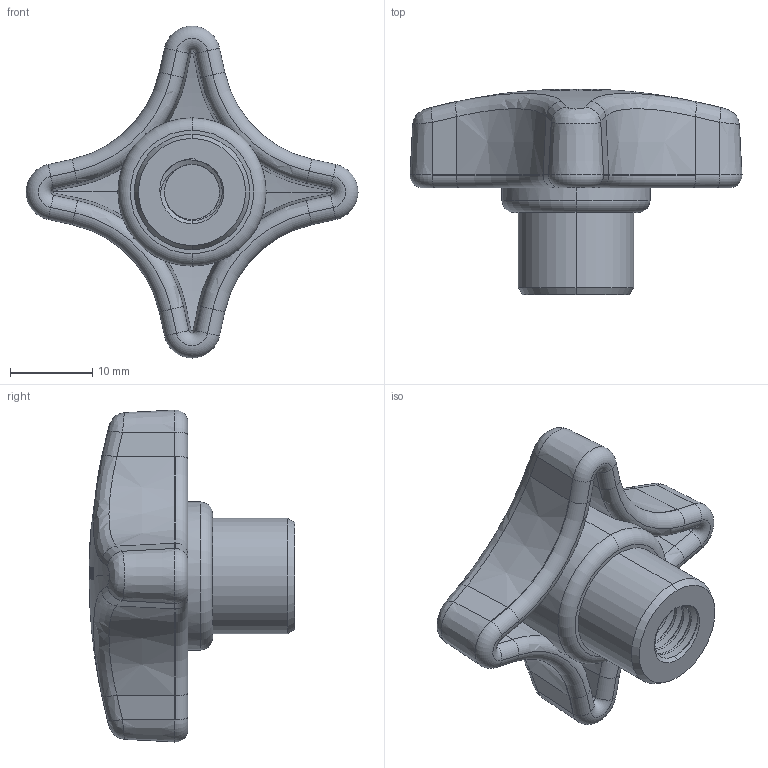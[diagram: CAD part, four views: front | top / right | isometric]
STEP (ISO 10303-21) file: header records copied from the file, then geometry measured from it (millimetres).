
FILE_DESCRIPTION (( 'STEP AP214' ), '1' );
FILE_NAME ('02408-Cross Knob and Zinc Plated Bush Black 40mm M8.STEP', '2018-08-02T04:23:52', ( '' ), ( '' ), 'SwSTEP 2.0', 'SolidWorks 2018', '' );
FILE_SCHEMA (( 'AUTOMOTIVE_DESIGN' ));
Length unit declared in the file: millimetre
Products named in the file (1): 02408-Cross Knob and Zinc Plated Bush Black 40mm M8
Bounding box: 40.33 x 25 x 40.33 mm (x, y, z)
Volume: 7792.5 mm3; surface area: 5388.2 mm2
Topology: 2 solids, 2 shells, 461 faces, 1313 edges, 812 vertices
Faces by surface type: bspline 255, torus 104, cylinder 57, cone 24, plane 21
Entity records: 33913 total; most frequent: CARTESIAN_POINT 24854, ORIENTED_EDGE 2506, EDGE_CURVE 1253, B_SPLINE_CURVE_WITH_KNOTS 906, DIRECTION 889, VERTEX_POINT 812, EDGE_LOOP 479, ADVANCED_FACE 461
